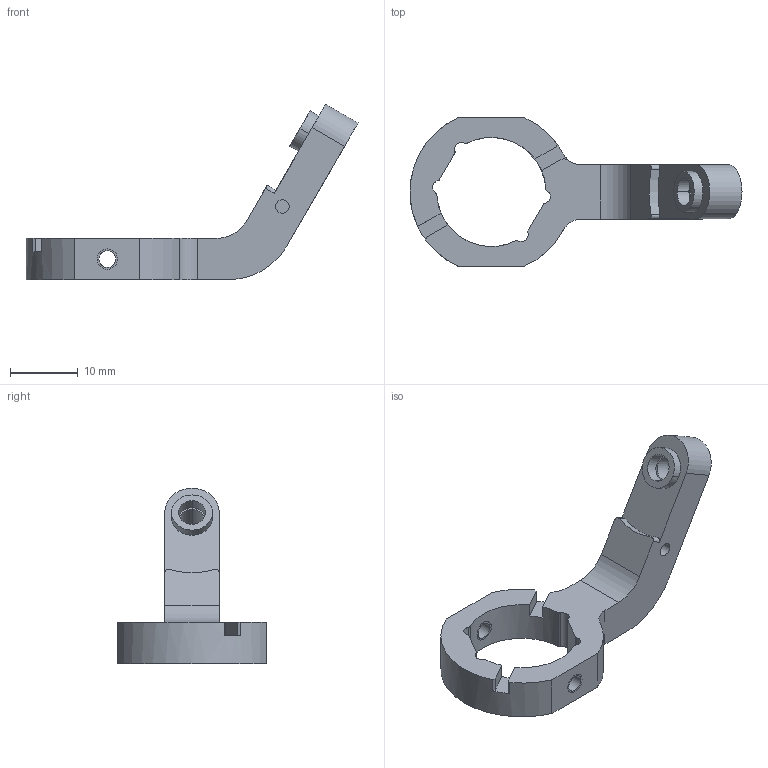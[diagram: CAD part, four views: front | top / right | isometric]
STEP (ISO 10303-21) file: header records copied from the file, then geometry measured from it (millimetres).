
FILE_DESCRIPTION((''),'2;1');
FILE_NAME('IC_021_P_194','2025-03-20T09:25:45',('lprotopapa'),(''),'CREO PARAMETRIC BY PTC INC, 2024094','CREO PARAMETRIC BY PTC INC, 2024094','');
FILE_SCHEMA(('CONFIG_CONTROL_DESIGN'));
Length unit declared in the file: millimetre
Products named in the file (1): IC_021_P_194
Bounding box: 48.97 x 22 x 25.88 mm (x, y, z)
Volume: 2968.6 mm3; surface area: 2489.1 mm2
Topology: 1 solids, 4 shells, 71 faces, 202 edges, 136 vertices
Faces by surface type: cylinder 45, plane 26
Entity records: 2503 total; most frequent: CARTESIAN_POINT 530, DIRECTION 424, ORIENTED_EDGE 388, EDGE_CURVE 202, AXIS2_PLACEMENT_3D 162, VERTEX_POINT 136, VECTOR 100, LINE 100
